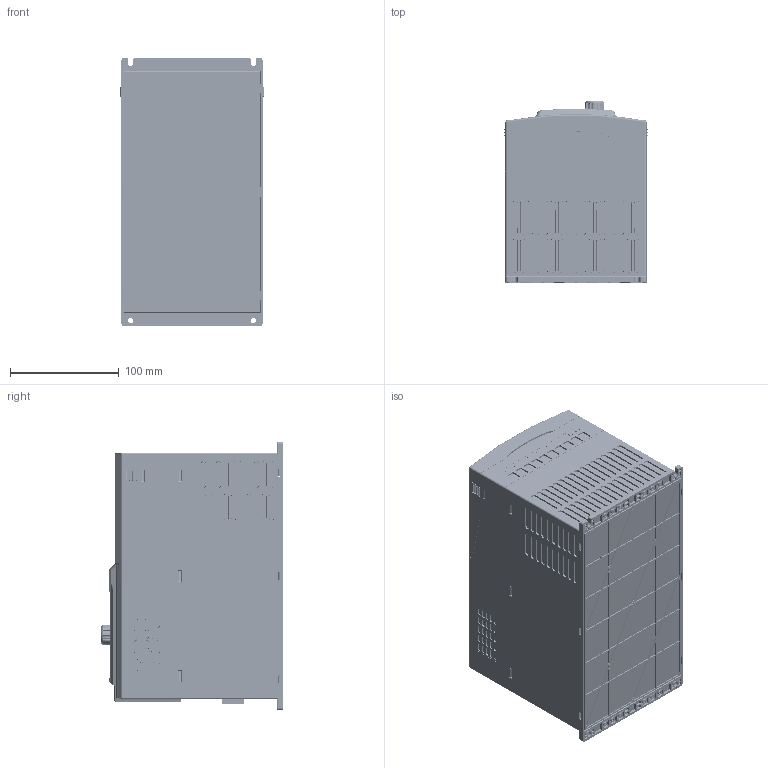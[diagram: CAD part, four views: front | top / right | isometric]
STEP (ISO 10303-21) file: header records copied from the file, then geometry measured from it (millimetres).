
FILE_DESCRIPTION((''),'2;1');
FILE_NAME('PRT0002','2023-05-16T17:14:07',('A004155'),(''),'CREO PARAMETRIC BY PTC INC, 2020074','CREO PARAMETRIC BY PTC INC, 2020074','');
FILE_SCHEMA(('CONFIG_CONTROL_DESIGN'));
Products named in the file (1): PRT0002
Bounding box: 132 x 167 x 247 mm (x, y, z)
Volume: 4166745.6 mm3; surface area: 672210.2 mm2
Topology: 1 solids, 10 shells, 8171 faces, 22251 edges, 14198 vertices
Faces by surface type: plane 4631, cylinder 1851, bspline 932, torus 347, sphere 195, cone 192, revolution 16, extrusion 7
Entity records: 302154 total; most frequent: CARTESIAN_POINT 101655, ORIENTED_EDGE 44110, DIRECTION 38022, EDGE_CURVE 22055, VECTOR 14490, LINE 14483, VERTEX_POINT 14194, AXIS2_PLACEMENT_3D 11758
